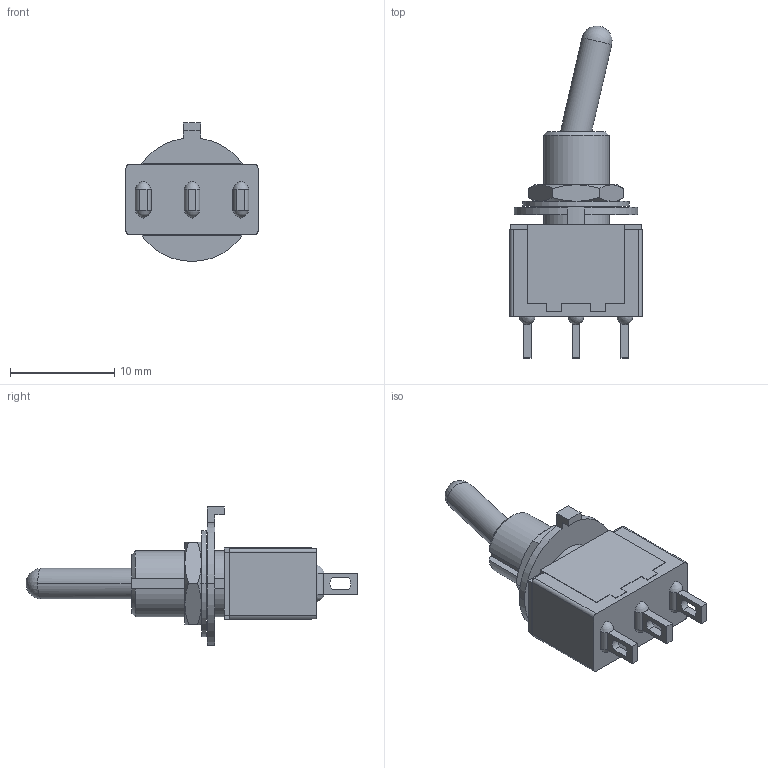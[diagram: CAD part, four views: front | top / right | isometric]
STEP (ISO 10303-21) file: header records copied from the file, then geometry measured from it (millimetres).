
FILE_DESCRIPTION(('STEP AP214'),'1');
FILE_NAME('switch_1ms2t1b1m1qe.stp','2021-01-19T11:14:03',('TraceParts'),('TraceParts S.A.'),'Spatial InterOp 3D',' ',' ');
FILE_SCHEMA(('AUTOMOTIVE_DESIGN { 1 0 10303 214 1 1 1 1 }'));
Length unit declared in the file: millimetre
Products named in the file (1): switch_1ms2t1b1m1qe_1
Bounding box: 12.7 x 31.92 x 13.36 mm (x, y, z)
Volume: 1243.4 mm3; surface area: 1325.2 mm2
Topology: 4 solids, 4 shells, 221 faces, 604 edges, 389 vertices
Faces by surface type: plane 139, cylinder 53, cone 22, torus 6, sphere 1
Entity records: 8740 total; most frequent: CARTESIAN_POINT 1310, ORIENTED_EDGE 1192, DIRECTION 1168, EDGE_CURVE 596, LINE 422, VECTOR 422, VERTEX_POINT 389, AXIS2_PLACEMENT_3D 373
